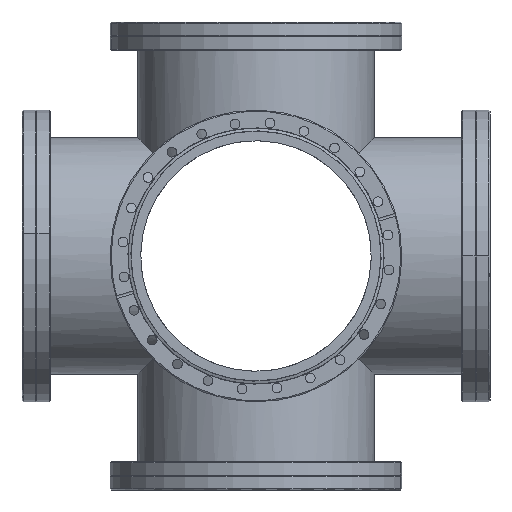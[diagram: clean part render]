
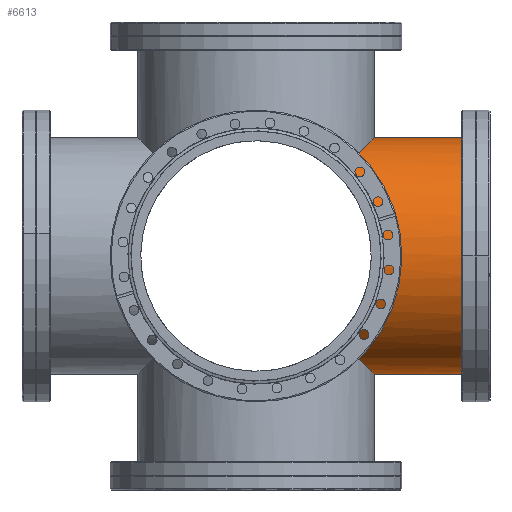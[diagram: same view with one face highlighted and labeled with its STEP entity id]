
A CAD part, left-side view. The second image highlights one B-rep face of the part: STEP entity #6613.
In plain terms, the highlighted cylindrical face has radius 102.5 mm (diameter 205 mm), a partial arc.
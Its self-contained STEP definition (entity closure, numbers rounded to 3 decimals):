
#166 = CARTESIAN_POINT ( 'NONE',  ( 0., -193.5, 102.5 ) ) ;
#936 = ORIENTED_EDGE ( 'NONE', *, *, #13358, .F. ) ;
#2320 = EDGE_CURVE ( 'NONE', #7987, #23778, #23639, .T. ) ;
#2395 = DIRECTION ( 'NONE',  ( 0., 1., 0. ) ) ;
#2433 = CARTESIAN_POINT ( 'NONE',  ( -72.478, -72.478, 72.478 ) ) ;
#2470 = CARTESIAN_POINT ( 'NONE',  ( -72.478, -72.478, -72.478 ) ) ;
#4220 = LINE ( 'NONE', #16661, #19142 ) ;
#4970 = DIRECTION ( 'NONE',  ( 0., 1., 0. ) ) ;
#5935 = CYLINDRICAL_SURFACE ( 'NONE', #18077, 102.5 ) ;
#5959 = ORIENTED_EDGE ( 'NONE', *, *, #9922, .F. ) ;
#6173 = EDGE_CURVE ( 'NONE', #16520, #24141, #11087, .T. ) ;
#6613 = ADVANCED_FACE ( 'NONE', ( #13569 ), #5935, .T. ) ;
#7024 = CARTESIAN_POINT ( 'NONE',  ( -52.999, -91.958, -91.958 ) ) ;
#7987 = VERTEX_POINT ( 'NONE', #14526 ) ;
#8916 = CARTESIAN_POINT ( 'NONE',  ( -27.548, -102.5, -102.5 ) ) ;
#9351 = ORIENTED_EDGE ( 'NONE', *, *, #11686, .T. ) ;
#9570 = CARTESIAN_POINT ( 'NONE',  ( -27.548, -102.5, 102.5 ) ) ;
#9922 = EDGE_CURVE ( 'NONE', #16520, #20134, #17451, .T. ) ;
#10198 = CARTESIAN_POINT ( 'NONE',  ( -72.478, -72.478, -72.478 ) ) ;
#10573 = DIRECTION ( 'NONE',  ( 0., 1., 0. ) ) ;
#10656 = DIRECTION ( 'NONE',  ( 0., 0., -1. ) ) ;
#10776 =( BOUNDED_CURVE ( )  B_SPLINE_CURVE ( 3, ( #21203, #9570, #11512, #25124 ),
 .UNSPECIFIED., .F., .F. ) 
 B_SPLINE_CURVE_WITH_KNOTS ( ( 4, 4 ),
 ( 3.142, 3.927 ),
 .UNSPECIFIED. ) 
 CURVE ( )  GEOMETRIC_REPRESENTATION_ITEM ( )  RATIONAL_B_SPLINE_CURVE ( ( 1., 0.949, 0.949, 1. ) ) 
 REPRESENTATION_ITEM ( '' )  );
#10864 = DIRECTION ( 'NONE',  ( 0., 0., 1. ) ) ;
#10951 = DIRECTION ( 'NONE',  ( 0., 1., 0. ) ) ;
#11087 =( BOUNDED_CURVE ( )  B_SPLINE_CURVE ( 3, ( #16835, #7024, #8916, #18775 ),
 .UNSPECIFIED., .F., .T. ) 
 B_SPLINE_CURVE_WITH_KNOTS ( ( 4, 4 ),
 ( 2.356, 3.142 ),
 .UNSPECIFIED. ) 
 CURVE ( )  GEOMETRIC_REPRESENTATION_ITEM ( )  RATIONAL_B_SPLINE_CURVE ( ( 1., 0.949, 0.949, 1. ) ) 
 REPRESENTATION_ITEM ( '' )  );
#11367 = CARTESIAN_POINT ( 'NONE',  ( 0., -193.5, 0. ) ) ;
#11512 = CARTESIAN_POINT ( 'NONE',  ( -52.999, -91.958, 91.958 ) ) ;
#11589 = CARTESIAN_POINT ( 'NONE',  ( -72.478, -72.478, 72.478 ) ) ;
#11686 = EDGE_CURVE ( 'NONE', #23778, #23532, #16900, .T. ) ;
#11711 = VECTOR ( 'NONE', #2395, 1000. ) ;
#12773 = CARTESIAN_POINT ( 'NONE',  ( 0., -102.5, 102.5 ) ) ;
#13087 = ORIENTED_EDGE ( 'NONE', *, *, #2320, .T. ) ;
#13358 = EDGE_CURVE ( 'NONE', #7987, #24141, #4220, .T. ) ;
#13569 = FACE_OUTER_BOUND ( 'NONE', #15939, .T. ) ;
#14122 = CARTESIAN_POINT ( 'NONE',  ( -114.935, -114.935, 30.022 ) ) ;
#14442 = ORIENTED_EDGE ( 'NONE', *, *, #6173, .T. ) ;
#14526 = CARTESIAN_POINT ( 'NONE',  ( 0., -193.5, -102.5 ) ) ;
#14984 = EDGE_CURVE ( 'NONE', #23532, #20134, #10776, .T. ) ;
#15939 = EDGE_LOOP ( 'NONE', ( #13087, #9351, #19063, #5959, #14442, #936 ) ) ;
#16520 = VERTEX_POINT ( 'NONE', #2470 ) ;
#16661 = CARTESIAN_POINT ( 'NONE',  ( 0., -200., -102.5 ) ) ;
#16835 = CARTESIAN_POINT ( 'NONE',  ( -72.478, -72.478, -72.478 ) ) ;
#16900 = LINE ( 'NONE', #23811, #11711 ) ;
#17034 = CARTESIAN_POINT ( 'NONE',  ( 0., -102.5, -102.5 ) ) ;
#17451 =( BOUNDED_CURVE ( )  B_SPLINE_CURVE ( 3, ( #10198, #21858, #14122, #2433 ),
 .UNSPECIFIED., .F., .T. ) 
 B_SPLINE_CURVE_WITH_KNOTS ( ( 4, 4 ),
 ( 2.356, 3.927 ),
 .UNSPECIFIED. ) 
 CURVE ( )  GEOMETRIC_REPRESENTATION_ITEM ( )  RATIONAL_B_SPLINE_CURVE ( ( 1., 0.805, 0.805, 1. ) ) 
 REPRESENTATION_ITEM ( '' )  );
#18077 = AXIS2_PLACEMENT_3D ( 'NONE', #24131, #10573, #10656 ) ;
#18775 = CARTESIAN_POINT ( 'NONE',  ( 0., -102.5, -102.5 ) ) ;
#19063 = ORIENTED_EDGE ( 'NONE', *, *, #14984, .T. ) ;
#19082 = AXIS2_PLACEMENT_3D ( 'NONE', #11367, #10951, #10864 ) ;
#19142 = VECTOR ( 'NONE', #4970, 1000. ) ;
#20134 = VERTEX_POINT ( 'NONE', #11589 ) ;
#21203 = CARTESIAN_POINT ( 'NONE',  ( 0., -102.5, 102.5 ) ) ;
#21858 = CARTESIAN_POINT ( 'NONE',  ( -114.935, -114.935, -30.022 ) ) ;
#23532 = VERTEX_POINT ( 'NONE', #12773 ) ;
#23639 = CIRCLE ( 'NONE', #19082, 102.5 ) ;
#23778 = VERTEX_POINT ( 'NONE', #166 ) ;
#23811 = CARTESIAN_POINT ( 'NONE',  ( 0., -200., 102.5 ) ) ;
#24131 = CARTESIAN_POINT ( 'NONE',  ( 0., -200., 0. ) ) ;
#24141 = VERTEX_POINT ( 'NONE', #17034 ) ;
#25124 = CARTESIAN_POINT ( 'NONE',  ( -72.478, -72.478, 72.478 ) ) ;
